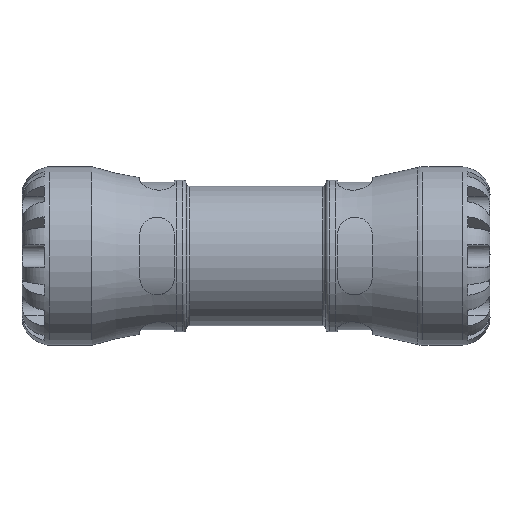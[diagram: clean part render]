
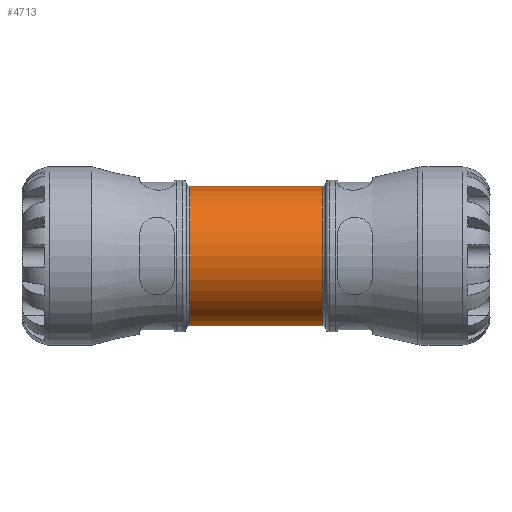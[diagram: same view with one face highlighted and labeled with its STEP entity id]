
A CAD part, front view. The second image highlights one B-rep face of the part: STEP entity #4713.
In plain terms, the highlighted cylindrical face has radius 22.62 mm (diameter 45.24 mm), a full revolution.
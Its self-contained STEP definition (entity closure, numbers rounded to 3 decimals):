
#684=FACE_BOUND('',#1115,.T.);
#685=FACE_BOUND('',#1116,.T.);
#728=CYLINDRICAL_SURFACE('',#5003,22.62);
#826=FACE_OUTER_BOUND('',#1114,.T.);
#1114=EDGE_LOOP('',(#3042));
#1115=EDGE_LOOP('',(#3043));
#1116=EDGE_LOOP('',(#3044));
#1443=B_SPLINE_CURVE_WITH_KNOTS('',3,(#6986,#6987,#6988,#6989,#6990,#6991,
#6992,#6993,#6994,#6995,#6996,#6997,#6998,#6999,#7000,#7001,#7002,#7003,
#7004,#7005,#7006,#7007),.UNSPECIFIED.,.T.,.F.,(4,1,1,1,1,1,1,1,1,1,1,1,
1,1,1,1,1,1,1,4),(-10.109,-9.748,-9.387,
-8.665,-7.943,-7.582,-7.221,
-6.499,-5.776,-5.295,-4.814,
-4.332,-3.851,-2.888,-2.527,-2.166,
-1.444,-0.722,-0.361,0.),
 .UNSPECIFIED.);
#1647=CIRCLE('',#5004,22.62);
#1648=CIRCLE('',#5005,22.62);
#1895=VERTEX_POINT('',#6961);
#1898=VERTEX_POINT('',#7012);
#1899=VERTEX_POINT('',#7014);
#2345=EDGE_CURVE('',#1895,#1895,#1443,.T.);
#2347=EDGE_CURVE('',#1898,#1898,#1647,.T.);
#2348=EDGE_CURVE('',#1899,#1899,#1648,.T.);
#3042=ORIENTED_EDGE('',*,*,#2347,.F.);
#3043=ORIENTED_EDGE('',*,*,#2348,.F.);
#3044=ORIENTED_EDGE('',*,*,#2345,.F.);
#4713=ADVANCED_FACE('',(#826,#684,#685),#728,.T.);
#5003=AXIS2_PLACEMENT_3D('',#7011,#5544,#5545);
#5004=AXIS2_PLACEMENT_3D('',#7013,#5546,#5547);
#5005=AXIS2_PLACEMENT_3D('',#7015,#5548,#5549);
#5544=DIRECTION('center_axis',(1.,0.,0.));
#5545=DIRECTION('ref_axis',(0.,1.,0.));
#5546=DIRECTION('center_axis',(-1.,0.,0.));
#5547=DIRECTION('ref_axis',(0.,1.,0.));
#5548=DIRECTION('center_axis',(1.,0.,0.));
#5549=DIRECTION('ref_axis',(0.,1.,0.));
#6961=CARTESIAN_POINT('',(0.,15.832,16.156));
#6986=CARTESIAN_POINT('Ctrl Pts',(0.,15.832,
16.156));
#6987=CARTESIAN_POINT('Ctrl Pts',(1.292,15.832,16.156));
#6988=CARTESIAN_POINT('Ctrl Pts',(3.874,16.146,15.857));
#6989=CARTESIAN_POINT('Ctrl Pts',(8.533,17.699,14.191));
#6990=CARTESIAN_POINT('Ctrl Pts',(13.233,20.338,10.553));
#6991=CARTESIAN_POINT('Ctrl Pts',(16.11,22.298,5.048));
#6992=CARTESIAN_POINT('Ctrl Pts',(16.723,22.728,0.));
#6993=CARTESIAN_POINT('Ctrl Pts',(16.112,22.299,-5.048));
#6994=CARTESIAN_POINT('Ctrl Pts',(13.229,20.335,-10.549));
#6995=CARTESIAN_POINT('Ctrl Pts',(8.227,17.53,-14.433));
#6996=CARTESIAN_POINT('Ctrl Pts',(2.654,15.777,-16.216));
#6997=CARTESIAN_POINT('Ctrl Pts',(-2.653,15.773,-16.22));
#6998=CARTESIAN_POINT('Ctrl Pts',(-7.436,17.276,-14.684));
#6999=CARTESIAN_POINT('Ctrl Pts',(-12.684,19.933,-11.188));
#7000=CARTESIAN_POINT('Ctrl Pts',(-15.999,22.232,-5.901));
#7001=CARTESIAN_POINT('Ctrl Pts',(-16.726,22.726,0.003));
#7002=CARTESIAN_POINT('Ctrl Pts',(-16.108,22.299,5.044));
#7003=CARTESIAN_POINT('Ctrl Pts',(-13.234,20.338,10.553));
#7004=CARTESIAN_POINT('Ctrl Pts',(-8.532,17.699,14.191));
#7005=CARTESIAN_POINT('Ctrl Pts',(-3.875,16.146,15.857));
#7006=CARTESIAN_POINT('Ctrl Pts',(-1.292,15.832,16.156));
#7007=CARTESIAN_POINT('Ctrl Pts',(0.,15.832,
16.156));
#7011=CARTESIAN_POINT('Origin',(11.31,0.,0.));
#7012=CARTESIAN_POINT('',(-21.478,-22.62,0.));
#7013=CARTESIAN_POINT('Origin',(-21.478,0.,0.));
#7014=CARTESIAN_POINT('',(21.478,-22.62,0.));
#7015=CARTESIAN_POINT('Origin',(21.478,0.,0.));
